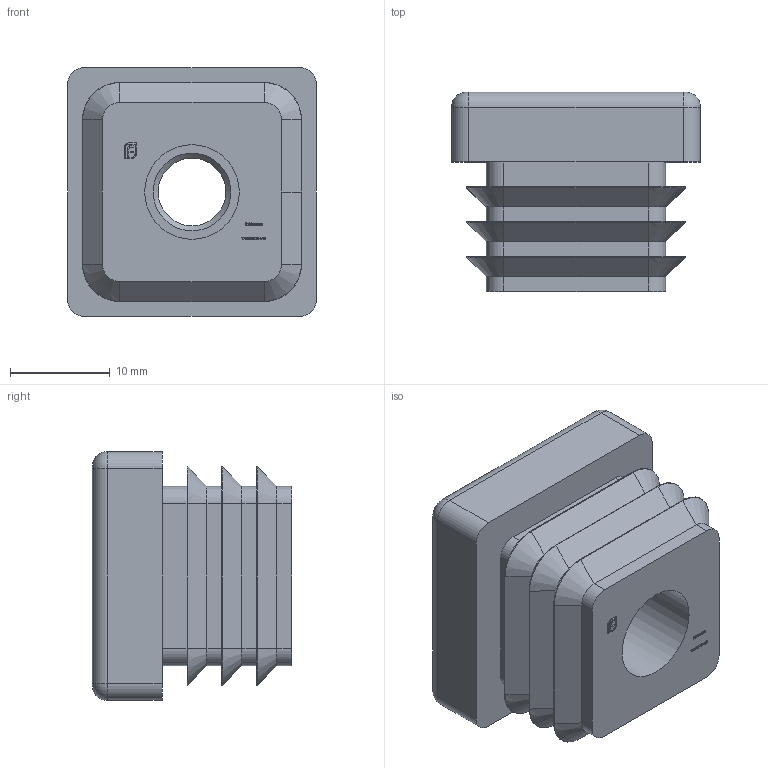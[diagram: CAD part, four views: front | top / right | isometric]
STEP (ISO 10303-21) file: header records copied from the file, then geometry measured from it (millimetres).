
FILE_DESCRIPTION (( 'STEP AP203' ), '1' );
FILE_NAME ('178-25X25-M8.STEP', '2022-06-29T06:41:02', ( '' ), ( '' ), 'SwSTEP 2.0', 'SolidWorks 2018', '' );
FILE_SCHEMA (( 'CONFIG_CONTROL_DESIGN' ));
Length unit declared in the file: millimetre
Products named in the file (1): 178-25X25-M8
Bounding box: 25 x 20 x 25 mm (x, y, z)
Volume: 7643.1 mm3; surface area: 4638.8 mm2
Topology: 2 solids, 2 shells, 452 faces, 1139 edges, 722 vertices
Faces by surface type: plane 250, bspline 130, cylinder 42, torus 16, cone 14
Full cylindrical faces by diameter (mm): 6.8 x1, 9.5 x1, 10 x1
Entity records: 19536 total; most frequent: CARTESIAN_POINT 9479, ORIENTED_EDGE 2268, DIRECTION 1631, EDGE_CURVE 1134, VECTOR 763, LINE 763, VERTEX_POINT 722, EDGE_LOOP 492
